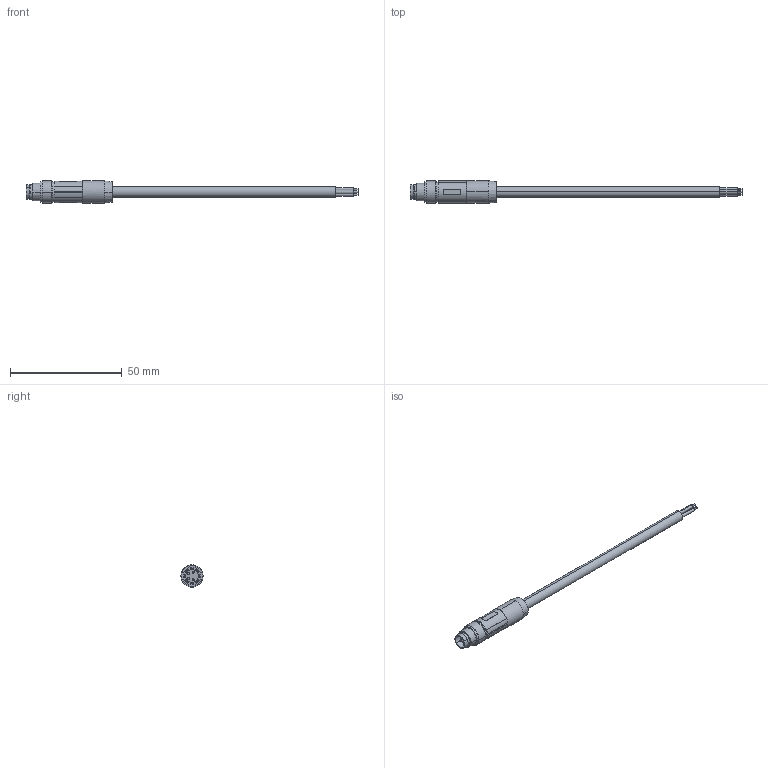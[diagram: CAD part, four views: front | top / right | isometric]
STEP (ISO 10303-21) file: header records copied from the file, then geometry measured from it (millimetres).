
FILE_DESCRIPTION(('SolidDesigner STEP Export'),'2;1');
FILE_NAME('1407344_NBC_M8MS__1.0_93B-select.stp','2013-04-17T11:11:28',(''),(''),'Creo Elements/Direct Modeling STEP processor for AP214 (Solid Model)','Creo Elements/Direct Modeling 18.1 06-May-2012 (C) Parametric Technology GmbH','');
FILE_SCHEMA(('AUTOMOTIVE_DESIGN { 1 0 10303 214 1 1 1 1 }'));
Length unit declared in the file: millimetre
Products named in the file (1): 1407344_NBC_M8MS__1.0_93B-select
Bounding box: 148.7 x 10 x 10 mm (x, y, z)
Volume: 4383.3 mm3; surface area: 3099.6 mm2
Topology: 1 solids, 1 shells, 104 faces, 243 edges, 163 vertices
Faces by surface type: cylinder 56, plane 40, cone 8
Entity records: 4119 total; most frequent: CARTESIAN_POINT 958, ORIENTED_EDGE 486, DIRECTION 462, EDGE_CURVE 243, AXIS2_PLACEMENT_3D 181, VERTEX_POINT 163, EDGE_LOOP 126, COLOUR_RGB 105
